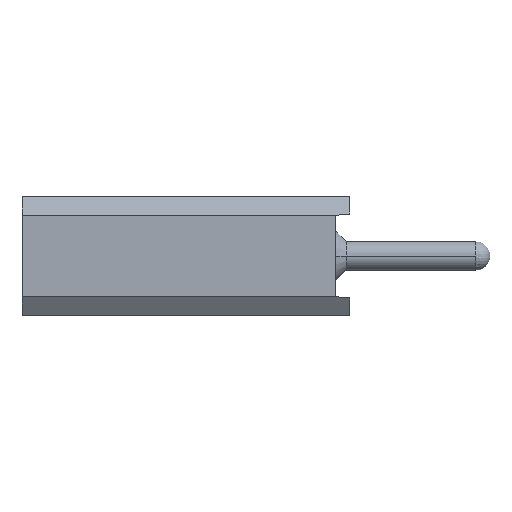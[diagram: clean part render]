
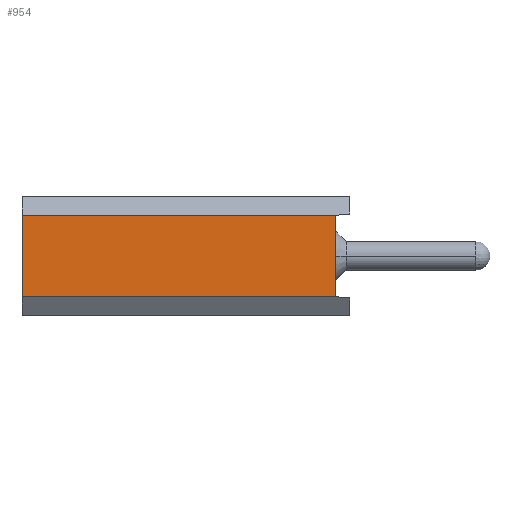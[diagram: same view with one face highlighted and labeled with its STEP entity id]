
A CAD part, left-side view. The second image highlights one B-rep face of the part: STEP entity #954.
In plain terms, the highlighted planar face has unit normal (-1, 0, 0).
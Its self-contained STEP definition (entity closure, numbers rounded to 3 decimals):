
#954=ADVANCED_FACE('',(#2003),#2004,.T.);
#2003=FACE_OUTER_BOUND('',#3128,.T.);
#2004=PLANE('',#3129);
#3128=EDGE_LOOP('',(#5753,#5754,#5755,#5756));
#3129=AXIS2_PLACEMENT_3D('',#5757,#5758,#5759);
#5753=ORIENTED_EDGE('',*,*,#7358,.T.);
#5754=ORIENTED_EDGE('',*,*,#7433,.T.);
#5755=ORIENTED_EDGE('',*,*,#7434,.T.);
#5756=ORIENTED_EDGE('',*,*,#7428,.F.);
#5757=CARTESIAN_POINT('',(-10.16,0.0,0.0));
#5758=DIRECTION('',(-1.0,0.0,0.0));
#5759=DIRECTION('',(0.0,0.,1.0));
#7358=EDGE_CURVE('',#8918,#8924,#8925,.T.);
#7428=EDGE_CURVE('',#8918,#9034,#9035,.T.);
#7433=EDGE_CURVE('',#8924,#9042,#9043,.T.);
#7434=EDGE_CURVE('',#9042,#9034,#9044,.T.);
#8918=VERTEX_POINT('',#10849);
#8924=VERTEX_POINT('',#10858);
#8925=LINE('',#10859,#10860);
#9034=VERTEX_POINT('',#11026);
#9035=LINE('',#11027,#11028);
#9042=VERTEX_POINT('',#11038);
#9043=LINE('',#11039,#11040);
#9044=LINE('',#11041,#11042);
#10849=CARTESIAN_POINT('',(-10.16,0.3,-0.87));
#10858=CARTESIAN_POINT('',(-10.16,0.3,0.87));
#10859=CARTESIAN_POINT('',(-10.16,0.3,0.0));
#10860=VECTOR('',#12876,1.0);
#11026=CARTESIAN_POINT('',(-10.16,7.0,-0.87));
#11027=CARTESIAN_POINT('',(-10.16,0.,-0.87));
#11028=VECTOR('',#12934,1.0);
#11038=CARTESIAN_POINT('',(-10.16,7.0,0.87));
#11039=CARTESIAN_POINT('',(-10.16,0.,0.87));
#11040=VECTOR('',#12938,1.0);
#11041=CARTESIAN_POINT('',(-10.16,7.0,-0.87));
#11042=VECTOR('',#12939,1.0);
#12876=DIRECTION('',(0.0,-0.0,1.0));
#12934=DIRECTION('',(0.0,1.0,0.));
#12938=DIRECTION('',(0.0,1.0,0.));
#12939=DIRECTION('',(0.0,0.,-1.0));
